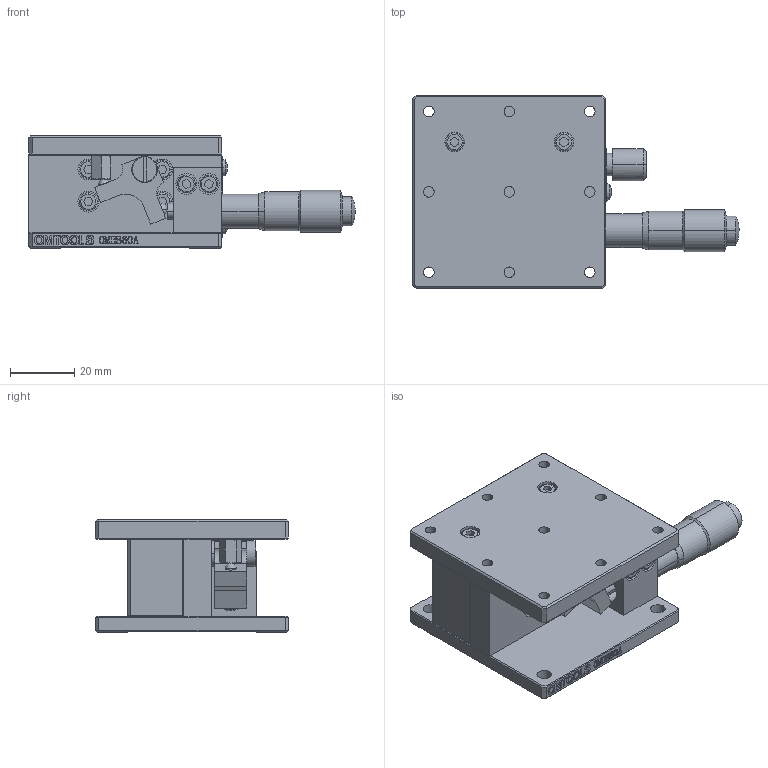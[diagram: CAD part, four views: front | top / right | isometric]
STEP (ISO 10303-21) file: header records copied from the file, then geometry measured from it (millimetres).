
FILE_DESCRIPTION (( 'STEP AP214' ), '1' );
FILE_NAME ('OMHB60A.STEP', '2021-02-20T07:13:47', ( 'User' ), ( 'Microsoft' ), 'SwSTEP 2.0', 'SolidWorks 2018', '' );
FILE_SCHEMA (( 'AUTOMOTIVE_DESIGN' ));
Length unit declared in the file: millimetre
Products named in the file (1): OMHB60A
Bounding box: 101.46 x 60.01 x 35 mm (x, y, z)
Volume: 80650.7 mm3; surface area: 35012.1 mm2
Topology: 3 solids, 7 shells, 1132 faces, 2986 edges, 1919 vertices
Faces by surface type: plane 657, cylinder 181, bspline 170, cone 84, torus 26, sphere 14
Entity records: 52002 total; most frequent: CARTESIAN_POINT 12817, ORIENTED_EDGE 5826, DIRECTION 5068, EDGE_CURVE 2913, VERTEX_POINT 1887, AXIS2_PLACEMENT_3D 1702, LINE 1664, VECTOR 1664
